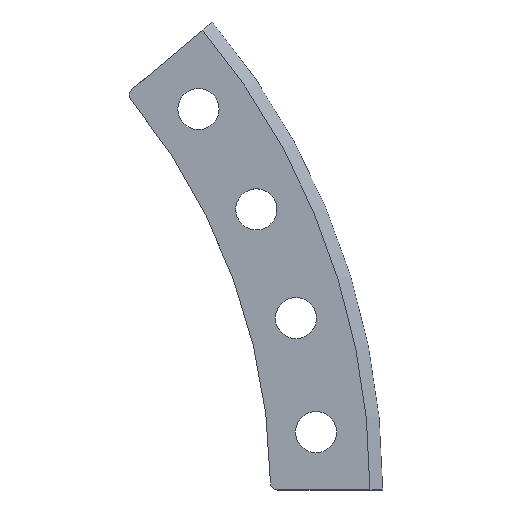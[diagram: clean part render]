
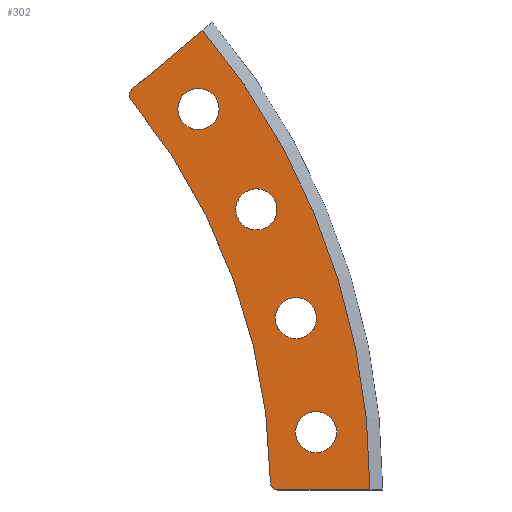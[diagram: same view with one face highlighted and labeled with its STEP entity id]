
A CAD part, top view. The second image highlights one B-rep face of the part: STEP entity #302.
In plain terms, the highlighted planar face has unit normal (0, 0, 1).
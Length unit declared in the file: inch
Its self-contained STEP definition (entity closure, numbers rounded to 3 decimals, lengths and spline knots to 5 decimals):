
#1 = ORIENTED_EDGE ( 'NONE', *, *, #57, .F. ) ;
#17 = CIRCLE ( 'NONE', #95, 5.29528 ) ;
#18 = DIRECTION ( 'NONE',  ( 0., 0., -1. ) ) ;
#32 = AXIS2_PLACEMENT_3D ( 'NONE', #336, #296, #71 ) ;
#47 = AXIS2_PLACEMENT_3D ( 'NONE', #148, #93, #303 ) ;
#50 = CARTESIAN_POINT ( 'NONE',  ( 4.4991, 3.27435, 0.172 ) ) ;
#57 = EDGE_CURVE ( 'NONE', #334, #348, #149, .T. ) ;
#62 = CARTESIAN_POINT ( 'NONE',  ( 4.14419, 3.3958, 0.172 ) ) ;
#71 = DIRECTION ( 'NONE',  ( 0.985, 0.174, 0. ) ) ;
#72 = AXIS2_PLACEMENT_3D ( 'NONE', #105, #639, #532 ) ;
#73 = DIRECTION ( 'NONE',  ( 1., 0., 0. ) ) ;
#76 = CARTESIAN_POINT ( 'NONE',  ( 5.8641, 0.49754, 0.172 ) ) ;
#84 = CIRCLE ( 'NONE', #94, 0.17717 ) ;
#93 = DIRECTION ( 'NONE',  ( 0., 0., 1. ) ) ;
#94 = AXIS2_PLACEMENT_3D ( 'NONE', #409, #412, #612 ) ;
#95 = AXIS2_PLACEMENT_3D ( 'NONE', #608, #18, #134 ) ;
#97 = CARTESIAN_POINT ( 'NONE',  ( 4.09585, 3.35619, 0.172 ) ) ;
#101 = ORIENTED_EDGE ( 'NONE', *, *, #513, .F. ) ;
#105 = CARTESIAN_POINT ( 'NONE',  ( 4.67626, 3.27435, 0.172 ) ) ;
#106 = EDGE_LOOP ( 'NONE', ( #161, #632 ) ) ;
#117 = CARTESIAN_POINT ( 'NONE',  ( 6.15034, 0., 0.172 ) ) ;
#127 = CIRCLE ( 'NONE', #655, 0.17717 ) ;
#131 = CARTESIAN_POINT ( 'NONE',  ( 5.29528, 0., 0.172 ) ) ;
#134 = DIRECTION ( 'NONE',  ( 1., 0., 0. ) ) ;
#138 = DIRECTION ( 'NONE',  ( 0., 0., 1. ) ) ;
#141 = EDGE_LOOP ( 'NONE', ( #679, #496, #331, #168, #321, #451, #406 ) ) ;
#148 = CARTESIAN_POINT ( 'NONE',  ( 4.14419, 3.3958, 0.172 ) ) ;
#149 = CIRCLE ( 'NONE', #295, 0.17717 ) ;
#150 = CIRCLE ( 'NONE', #540, 0.17717 ) ;
#152 = EDGE_CURVE ( 'NONE', #227, #371, #17, .T. ) ;
#155 = DIRECTION ( 'NONE',  ( 0., 0., 1. ) ) ;
#157 = CARTESIAN_POINT ( 'NONE',  ( 5.35097, 2.41258, 0.172 ) ) ;
#159 = VERTEX_POINT ( 'NONE', #386 ) ;
#161 = ORIENTED_EDGE ( 'NONE', *, *, #162, .F. ) ;
#162 = EDGE_CURVE ( 'NONE', #534, #477, #150, .T. ) ;
#164 = DIRECTION ( 'NONE',  ( 0., 0., -1. ) ) ;
#168 = ORIENTED_EDGE ( 'NONE', *, *, #258, .T. ) ;
#174 = CIRCLE ( 'NONE', #630, 0.0625 ) ;
#176 = DIRECTION ( 'NONE',  ( -0.766, -0.643, 0. ) ) ;
#191 = ORIENTED_EDGE ( 'NONE', *, *, #457, .F. ) ;
#197 = PLANE ( 'NONE',  #509 ) ;
#206 = CIRCLE ( 'NONE', #47, 0.0625 ) ;
#208 = DIRECTION ( 'NONE',  ( 0., 0., 1. ) ) ;
#223 = DIRECTION ( 'NONE',  ( 0., 0., 1. ) ) ;
#227 = VERTEX_POINT ( 'NONE', #97 ) ;
#232 = EDGE_CURVE ( 'NONE', #290, #389, #84, .T. ) ;
#253 = CARTESIAN_POINT ( 'NONE',  ( 5.35741, 0.0625, 0.172 ) ) ;
#258 = EDGE_CURVE ( 'NONE', #533, #638, #206, .T. ) ;
#259 = CARTESIAN_POINT ( 'NONE',  ( 4.85343, 3.27435, 0.172 ) ) ;
#261 = EDGE_LOOP ( 'NONE', ( #656, #271 ) ) ;
#271 = ORIENTED_EDGE ( 'NONE', *, *, #633, .F. ) ;
#284 = CIRCLE ( 'NONE', #32, 0.17717 ) ;
#290 = VERTEX_POINT ( 'NONE', #355 ) ;
#291 = CARTESIAN_POINT ( 'NONE',  ( 4.71144, 3.95336, 0.172 ) ) ;
#295 = AXIS2_PLACEMENT_3D ( 'NONE', #341, #349, #556 ) ;
#296 = DIRECTION ( 'NONE',  ( 0., 0., 1. ) ) ;
#297 = AXIS2_PLACEMENT_3D ( 'NONE', #482, #223, #580 ) ;
#300 = FACE_BOUND ( 'NONE', #363, .T. ) ;
#301 = CARTESIAN_POINT ( 'NONE',  ( 4.99664, 2.41258, 0.172 ) ) ;
#302 = ADVANCED_FACE ( 'NONE', ( #475, #673, #568, #300, #360 ), #197, .T. ) ;
#303 = DIRECTION ( 'NONE',  ( 1., 0., 0. ) ) ;
#306 = CARTESIAN_POINT ( 'NONE',  ( 0., 0., 0.172 ) ) ;
#310 = EDGE_CURVE ( 'NONE', #371, #159, #672, .T. ) ;
#315 = CARTESIAN_POINT ( 'NONE',  ( 5.33698, 1.47751, 0.172 ) ) ;
#319 = CARTESIAN_POINT ( 'NONE',  ( 5.29492, 0.06177, 0.172 ) ) ;
#321 = ORIENTED_EDGE ( 'NONE', *, *, #422, .T. ) ;
#322 = CARTESIAN_POINT ( 'NONE',  ( 5.1738, 2.41258, 0.172 ) ) ;
#331 = ORIENTED_EDGE ( 'NONE', *, *, #657, .T. ) ;
#334 = VERTEX_POINT ( 'NONE', #301 ) ;
#336 = CARTESIAN_POINT ( 'NONE',  ( 5.51414, 1.47751, 0.172 ) ) ;
#340 = CARTESIAN_POINT ( 'NONE',  ( 4.10401, 3.44368, 0.172 ) ) ;
#341 = CARTESIAN_POINT ( 'NONE',  ( 5.1738, 2.41258, 0.172 ) ) ;
#342 = EDGE_LOOP ( 'NONE', ( #101, #1 ) ) ;
#345 = VERTEX_POINT ( 'NONE', #50 ) ;
#348 = VERTEX_POINT ( 'NONE', #157 ) ;
#349 = DIRECTION ( 'NONE',  ( 0., 0., 1. ) ) ;
#352 = VECTOR ( 'NONE', #511, 39.37008 ) ;
#355 = CARTESIAN_POINT ( 'NONE',  ( 5.69131, 1.47751, 0.172 ) ) ;
#360 = FACE_OUTER_BOUND ( 'NONE', #141, .T. ) ;
#363 = EDGE_LOOP ( 'NONE', ( #429, #191 ) ) ;
#364 = CARTESIAN_POINT ( 'NONE',  ( 4.67626, 3.27435, 0.172 ) ) ;
#369 = VERTEX_POINT ( 'NONE', #259 ) ;
#370 = DIRECTION ( 'NONE',  ( -1., 0., 0. ) ) ;
#371 = VERTEX_POINT ( 'NONE', #319 ) ;
#376 = DIRECTION ( 'NONE',  ( 0.94, 0.342, 0. ) ) ;
#384 = VERTEX_POINT ( 'NONE', #117 ) ;
#386 = CARTESIAN_POINT ( 'NONE',  ( 5.35741, 0., 0.172 ) ) ;
#389 = VERTEX_POINT ( 'NONE', #315 ) ;
#390 = EDGE_CURVE ( 'NONE', #558, #384, #591, .T. ) ;
#391 = CIRCLE ( 'NONE', #297, 0.17717 ) ;
#393 = LINE ( 'NONE', #131, #352 ) ;
#406 = ORIENTED_EDGE ( 'NONE', *, *, #310, .T. ) ;
#409 = CARTESIAN_POINT ( 'NONE',  ( 5.51414, 1.47751, 0.172 ) ) ;
#412 = DIRECTION ( 'NONE',  ( 0., 0., 1. ) ) ;
#416 = DIRECTION ( 'NONE',  ( 1., 0., 0. ) ) ;
#422 = EDGE_CURVE ( 'NONE', #638, #227, #174, .T. ) ;
#427 = CARTESIAN_POINT ( 'NONE',  ( 0., 0., 0.172 ) ) ;
#429 = ORIENTED_EDGE ( 'NONE', *, *, #471, .F. ) ;
#433 = LINE ( 'NONE', #642, #663 ) ;
#444 = CARTESIAN_POINT ( 'NONE',  ( 4.08169, 3.3958, 0.172 ) ) ;
#451 = ORIENTED_EDGE ( 'NONE', *, *, #152, .T. ) ;
#457 = EDGE_CURVE ( 'NONE', #345, #369, #564, .T. ) ;
#467 = EDGE_CURVE ( 'NONE', #477, #534, #391, .T. ) ;
#471 = EDGE_CURVE ( 'NONE', #369, #345, #487, .T. ) ;
#474 = AXIS2_PLACEMENT_3D ( 'NONE', #253, #138, #515 ) ;
#475 = FACE_BOUND ( 'NONE', #106, .T. ) ;
#477 = VERTEX_POINT ( 'NONE', #631 ) ;
#482 = CARTESIAN_POINT ( 'NONE',  ( 5.68694, 0.49754, 0.172 ) ) ;
#487 = CIRCLE ( 'NONE', #72, 0.17717 ) ;
#496 = ORIENTED_EDGE ( 'NONE', *, *, #390, .F. ) ;
#499 = AXIS2_PLACEMENT_3D ( 'NONE', #427, #164, #370 ) ;
#509 = AXIS2_PLACEMENT_3D ( 'NONE', #306, #208, #416 ) ;
#511 = DIRECTION ( 'NONE',  ( 1., 0., 0. ) ) ;
#513 = EDGE_CURVE ( 'NONE', #348, #334, #127, .T. ) ;
#515 = DIRECTION ( 'NONE',  ( 1., 0., 0. ) ) ;
#532 = DIRECTION ( 'NONE',  ( 0.866, 0.5, 0. ) ) ;
#533 = VERTEX_POINT ( 'NONE', #340 ) ;
#534 = VERTEX_POINT ( 'NONE', #76 ) ;
#538 = DIRECTION ( 'NONE',  ( 0., 0., 1. ) ) ;
#540 = AXIS2_PLACEMENT_3D ( 'NONE', #597, #552, #73 ) ;
#544 = DIRECTION ( 'NONE',  ( 0., 0., 1. ) ) ;
#552 = DIRECTION ( 'NONE',  ( 0., 0., 1. ) ) ;
#556 = DIRECTION ( 'NONE',  ( 0.94, 0.342, 0. ) ) ;
#558 = VERTEX_POINT ( 'NONE', #291 ) ;
#564 = CIRCLE ( 'NONE', #579, 0.17717 ) ;
#568 = FACE_BOUND ( 'NONE', #342, .T. ) ;
#579 = AXIS2_PLACEMENT_3D ( 'NONE', #364, #155, #590 ) ;
#580 = DIRECTION ( 'NONE',  ( 1., 0., 0. ) ) ;
#590 = DIRECTION ( 'NONE',  ( 0.866, 0.5, 0. ) ) ;
#591 = CIRCLE ( 'NONE', #499, 6.15034 ) ;
#597 = CARTESIAN_POINT ( 'NONE',  ( 5.68694, 0.49754, 0.172 ) ) ;
#608 = CARTESIAN_POINT ( 'NONE',  ( 0., 0., 0.172 ) ) ;
#612 = DIRECTION ( 'NONE',  ( 0.985, 0.174, 0. ) ) ;
#630 = AXIS2_PLACEMENT_3D ( 'NONE', #62, #544, #675 ) ;
#631 = CARTESIAN_POINT ( 'NONE',  ( 5.50977, 0.49754, 0.172 ) ) ;
#632 = ORIENTED_EDGE ( 'NONE', *, *, #467, .F. ) ;
#633 = EDGE_CURVE ( 'NONE', #389, #290, #284, .T. ) ;
#638 = VERTEX_POINT ( 'NONE', #444 ) ;
#639 = DIRECTION ( 'NONE',  ( 0., 0., 1. ) ) ;
#642 = CARTESIAN_POINT ( 'NONE',  ( 4.05642, 3.40374, 0.172 ) ) ;
#646 = EDGE_CURVE ( 'NONE', #159, #384, #393, .T. ) ;
#655 = AXIS2_PLACEMENT_3D ( 'NONE', #322, #538, #376 ) ;
#656 = ORIENTED_EDGE ( 'NONE', *, *, #232, .F. ) ;
#657 = EDGE_CURVE ( 'NONE', #558, #533, #433, .T. ) ;
#663 = VECTOR ( 'NONE', #176, 39.37008 ) ;
#672 = CIRCLE ( 'NONE', #474, 0.0625 ) ;
#673 = FACE_BOUND ( 'NONE', #261, .T. ) ;
#675 = DIRECTION ( 'NONE',  ( 1., 0., 0. ) ) ;
#679 = ORIENTED_EDGE ( 'NONE', *, *, #646, .T. ) ;
